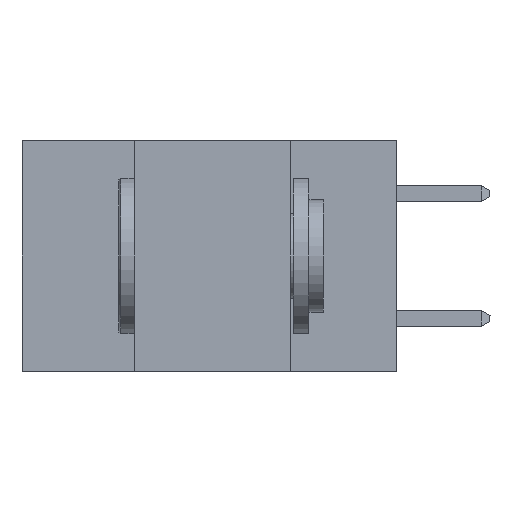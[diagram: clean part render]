
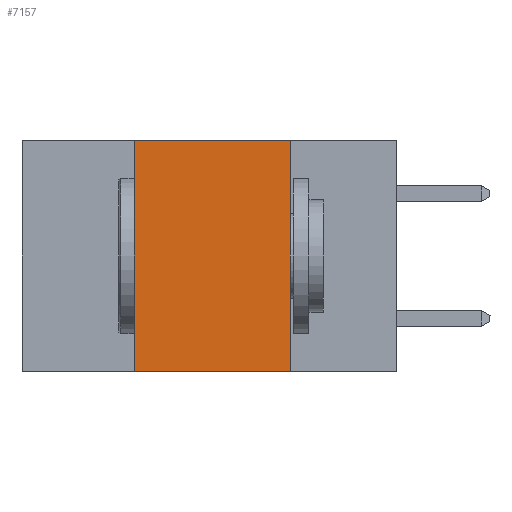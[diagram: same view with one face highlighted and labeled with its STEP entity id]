
A CAD part, left-side view. The second image highlights one B-rep face of the part: STEP entity #7157.
In plain terms, the highlighted planar face has unit normal (-1, 0, 0).
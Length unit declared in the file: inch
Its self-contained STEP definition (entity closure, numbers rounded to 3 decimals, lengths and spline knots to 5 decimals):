
#638 = LINE ( 'NONE', #21707, #16546 ) ;
#968 = CARTESIAN_POINT ( 'NONE',  ( 0., 0.42, -0.37 ) ) ;
#3546 = DIRECTION ( 'NONE',  ( 0., -1., 0. ) ) ;
#4899 = VERTEX_POINT ( 'NONE', #20698 ) ;
#5118 = EDGE_CURVE ( 'NONE', #5880, #4899, #25621, .T. ) ;
#5415 = DIRECTION ( 'NONE',  ( 0., 0., -1. ) ) ;
#5592 = AXIS2_PLACEMENT_3D ( 'NONE', #13677, #26313, #5415 ) ;
#5692 = EDGE_CURVE ( 'NONE', #4899, #13871, #14823, .T. ) ;
#5880 = VERTEX_POINT ( 'NONE', #15618 ) ;
#7157 = ADVANCED_FACE ( 'NONE', ( #8612 ), #13946, .F. ) ;
#7450 = CARTESIAN_POINT ( 'NONE',  ( 0., 0.6, 0. ) ) ;
#8407 = ORIENTED_EDGE ( 'NONE', *, *, #10222, .T. ) ;
#8612 = FACE_OUTER_BOUND ( 'NONE', #13818, .T. ) ;
#9266 = DIRECTION ( 'NONE',  ( 0., 0., 1. ) ) ;
#9402 = ORIENTED_EDGE ( 'NONE', *, *, #5692, .F. ) ;
#10222 = EDGE_CURVE ( 'NONE', #21951, #13871, #24117, .T. ) ;
#10644 = ORIENTED_EDGE ( 'NONE', *, *, #25575, .F. ) ;
#13677 = CARTESIAN_POINT ( 'NONE',  ( 0., 0.6, 0. ) ) ;
#13818 = EDGE_LOOP ( 'NONE', ( #9402, #21890, #10644, #8407 ) ) ;
#13871 = VERTEX_POINT ( 'NONE', #14210 ) ;
#13946 = PLANE ( 'NONE',  #5592 ) ;
#14210 = CARTESIAN_POINT ( 'NONE',  ( 0., 0.17, -0.37 ) ) ;
#14823 = LINE ( 'NONE', #15547, #18408 ) ;
#15547 = CARTESIAN_POINT ( 'NONE',  ( 0., 0.17, 0. ) ) ;
#15618 = CARTESIAN_POINT ( 'NONE',  ( 0., 0.42, 0. ) ) ;
#16546 = VECTOR ( 'NONE', #9266, 39.37008 ) ;
#18408 = VECTOR ( 'NONE', #19823, 39.37008 ) ;
#19823 = DIRECTION ( 'NONE',  ( 0., 0., -1. ) ) ;
#20698 = CARTESIAN_POINT ( 'NONE',  ( 0., 0.17, 0. ) ) ;
#21073 = VECTOR ( 'NONE', #3546, 39.37008 ) ;
#21707 = CARTESIAN_POINT ( 'NONE',  ( 0., 0.42, 0. ) ) ;
#21890 = ORIENTED_EDGE ( 'NONE', *, *, #5118, .F. ) ;
#21951 = VERTEX_POINT ( 'NONE', #968 ) ;
#22159 = VECTOR ( 'NONE', #24290, 39.37008 ) ;
#24117 = LINE ( 'NONE', #24567, #22159 ) ;
#24290 = DIRECTION ( 'NONE',  ( 0., -1., 0. ) ) ;
#24567 = CARTESIAN_POINT ( 'NONE',  ( 0., 0.6, -0.37 ) ) ;
#25575 = EDGE_CURVE ( 'NONE', #21951, #5880, #638, .T. ) ;
#25621 = LINE ( 'NONE', #7450, #21073 ) ;
#26313 = DIRECTION ( 'NONE',  ( 1., 0., 0. ) ) ;
